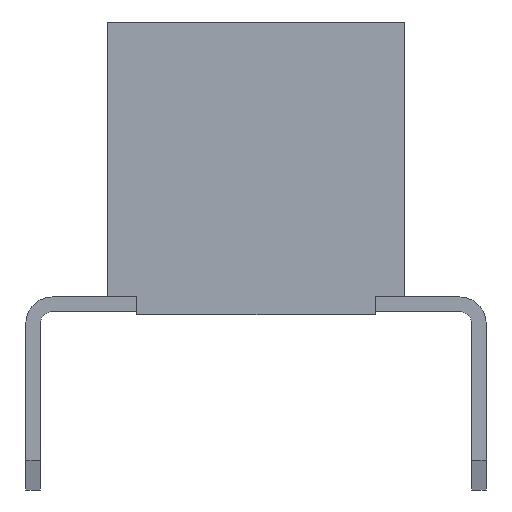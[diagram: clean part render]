
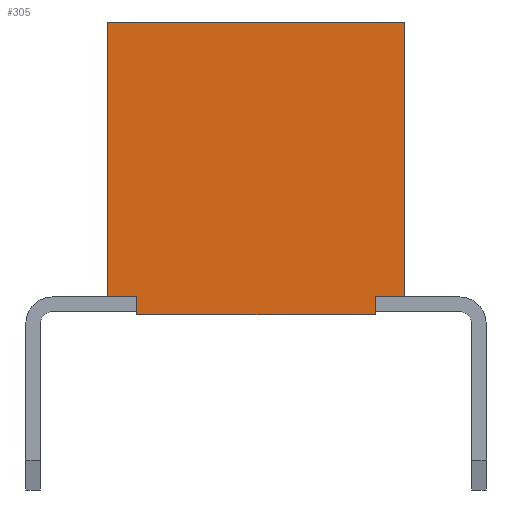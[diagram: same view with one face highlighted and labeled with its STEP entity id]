
A CAD part, left-side view. The second image highlights one B-rep face of the part: STEP entity #305.
In plain terms, the highlighted planar face has unit normal (-1, 0, 0).
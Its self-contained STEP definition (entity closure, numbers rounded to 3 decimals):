
#305=ADVANCED_FACE('',(#1400),#888,.T.);
#888=PLANE('',#11448);
#1400=FACE_OUTER_BOUND('',#2024,.T.);
#2024=EDGE_LOOP('',(#3082,#3083,#3084,#3085,#3086,#3087,#3088,#3089));
#3082=ORIENTED_EDGE('',*,*,#7315,.T.);
#3083=ORIENTED_EDGE('',*,*,#7313,.T.);
#3084=ORIENTED_EDGE('',*,*,#7330,.F.);
#3085=ORIENTED_EDGE('',*,*,#7093,.T.);
#3086=ORIENTED_EDGE('',*,*,#7331,.T.);
#3087=ORIENTED_EDGE('',*,*,#7332,.T.);
#3088=ORIENTED_EDGE('',*,*,#7333,.F.);
#3089=ORIENTED_EDGE('',*,*,#7089,.T.);
#6065=VERTEX_POINT('',#15571);
#6066=VERTEX_POINT('',#15573);
#6069=VERTEX_POINT('',#15579);
#6070=VERTEX_POINT('',#15581);
#6287=VERTEX_POINT('',#16016);
#6289=VERTEX_POINT('',#16020);
#6290=VERTEX_POINT('',#16042);
#6291=VERTEX_POINT('',#16044);
#7089=EDGE_CURVE('',#6066,#6065,#8709,.T.);
#7093=EDGE_CURVE('',#6070,#6069,#8713,.T.);
#7313=EDGE_CURVE('',#6287,#6289,#8933,.T.);
#7315=EDGE_CURVE('',#6065,#6287,#8935,.T.);
#7330=EDGE_CURVE('',#6070,#6289,#8950,.T.);
#7331=EDGE_CURVE('',#6069,#6290,#8951,.T.);
#7332=EDGE_CURVE('',#6290,#6291,#8952,.T.);
#7333=EDGE_CURVE('',#6066,#6291,#8953,.T.);
#8709=LINE('',#15572,#10187);
#8713=LINE('',#15580,#10191);
#8933=LINE('',#16021,#10411);
#8935=LINE('',#16024,#10413);
#8950=LINE('',#16040,#10428);
#8951=LINE('',#16041,#10429);
#8952=LINE('',#16043,#10430);
#8953=LINE('',#16045,#10431);
#10187=VECTOR('',#12421,1.);
#10191=VECTOR('',#12425,1.);
#10411=VECTOR('',#12647,1.);
#10413=VECTOR('',#12651,1.);
#10428=VECTOR('',#12668,1.);
#10429=VECTOR('',#12669,1.);
#10430=VECTOR('',#12670,1.);
#10431=VECTOR('',#12671,1.);
#11448=AXIS2_PLACEMENT_3D('',#16046,#12672,#12673);
#12421=DIRECTION('',(0.,-1.,0.));
#12425=DIRECTION('',(0.,-1.,0.));
#12647=DIRECTION('',(0.,1.,0.));
#12651=DIRECTION('',(0.,0.,1.));
#12668=DIRECTION('',(0.,0.,1.));
#12669=DIRECTION('',(0.,0.,-1.));
#12670=DIRECTION('',(0.,-1.,0.));
#12671=DIRECTION('',(0.,0.,-1.));
#12672=DIRECTION('',(-1.,0.,0.));
#12673=DIRECTION('',(0.,0.,1.));
#15571=CARTESIAN_POINT('',(0.,0.,0.));
#15572=CARTESIAN_POINT('',(0.,2.54,0.));
#15573=CARTESIAN_POINT('',(0.,0.5,0.));
#15579=CARTESIAN_POINT('',(0.,4.58,0.));
#15580=CARTESIAN_POINT('',(0.,2.54,0.));
#15581=CARTESIAN_POINT('',(0.,5.08,0.));
#16016=CARTESIAN_POINT('',(0.,0.,4.7));
#16020=CARTESIAN_POINT('',(0.,5.08,4.7));
#16021=CARTESIAN_POINT('',(0.,2.54,4.7));
#16024=CARTESIAN_POINT('',(0.,0.,0.));
#16040=CARTESIAN_POINT('',(0.,5.08,0.));
#16041=CARTESIAN_POINT('',(0.,4.58,-0.3));
#16042=CARTESIAN_POINT('',(0.,4.58,-0.3));
#16043=CARTESIAN_POINT('',(0.,4.58,-0.3));
#16044=CARTESIAN_POINT('',(0.,0.5,-0.3));
#16045=CARTESIAN_POINT('',(0.,0.5,-0.3));
#16046=CARTESIAN_POINT('',(0.,2.54,0.));
